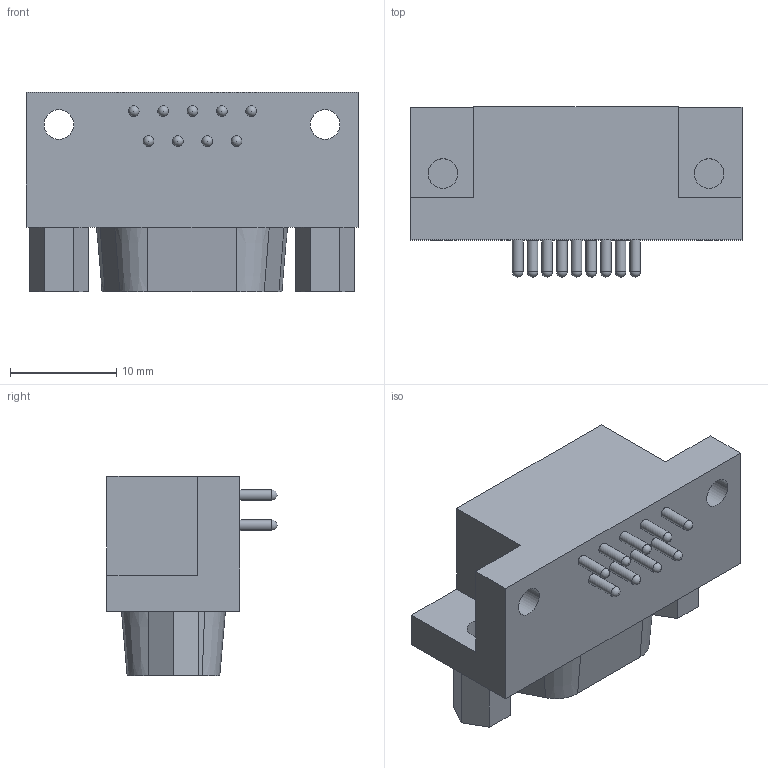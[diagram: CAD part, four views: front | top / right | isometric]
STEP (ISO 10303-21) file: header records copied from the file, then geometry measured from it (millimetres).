
FILE_DESCRIPTION(('STEP AP214'), '1');
FILE_NAME('DB9RA_M', '2016-02-06T10:30:39', ('Anton S.'), (''), 'ASCON STEP Converter 1.3', 'ASCON Math Kernel', '');
FILE_SCHEMA(('AUTOMOTIVE_DESIGN { 1 0 10303 214 3 1 1}'));
Length unit declared in the file: millimetre
Products named in the file (1): DB9RA_M
Bounding box: 31.31 x 16.05 x 18.8 mm (x, y, z)
Volume: 4352 mm3; surface area: 3132.3 mm2
Topology: 1 solids, 1 shells, 117 faces, 309 edges, 203 vertices
Faces by surface type: plane 54, cylinder 37, sphere 18, cone 8
Full cylindrical faces by diameter (mm): 1 x18, 1.5 x9, 2.8 x6
Entity records: 4012 total; most frequent: DIRECTION 548, CARTESIAN_POINT 498, ORIENTED_EDGE 426, AXIS2_PLACEMENT_3D 217, EDGE_CURVE 213, EDGE_LOOP 190, VERTEX_POINT 167, FACE_BOUND 133
